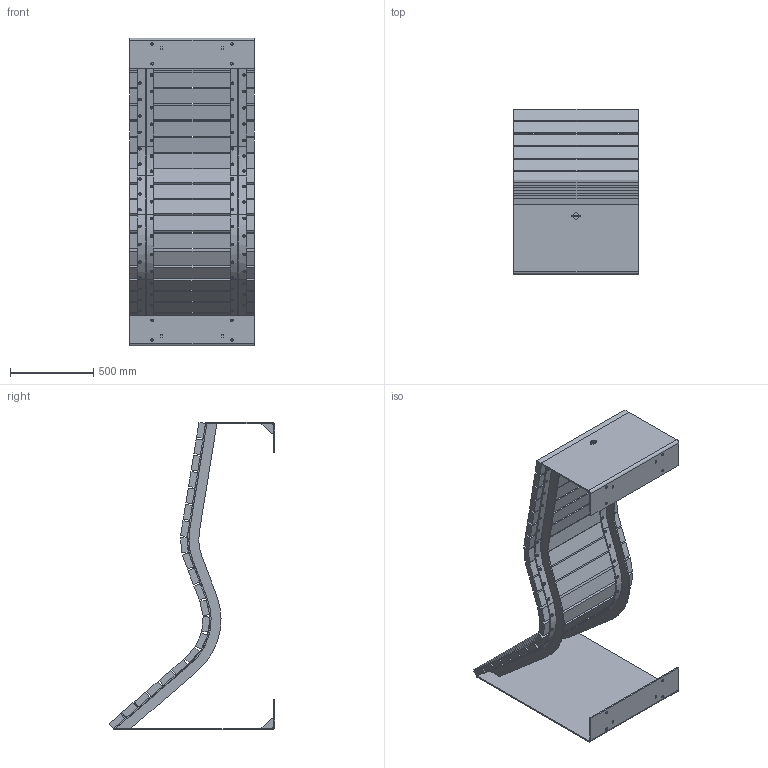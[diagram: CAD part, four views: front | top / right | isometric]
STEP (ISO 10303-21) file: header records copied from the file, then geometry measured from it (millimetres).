
FILE_DESCRIPTION (( 'STEP AP203' ), '1' );
FILE_NAME ('BOLC_750.STEP', '2021-03-04T09:12:01', ( '' ), ( '' ), 'SwSTEP 2.0', 'SolidWorks 2020', '' );
FILE_SCHEMA (( 'CONFIG_CONTROL_DESIGN' ));
Length unit declared in the file: millimetre
Products named in the file (11): BOLC_Woodstrip 2; BOLC_Wood mounting plate; BOLC_Base 750; BOLC_Base plate reinf; BOLC_750; BOLC_Wood 750; BOLC_Frontplate; FURNS Brandtag sticker; BOLC_Wood mounting plate 2; BOLC_Woodstrip; BOLC_Backplate
Assembly tree (37 placements, depth 3):
  BOLC_750
    BOLC_Base 750
      BOLC_Frontplate
      BOLC_Backplate
      BOLC_Woodstrip  x2
      BOLC_Woodstrip 2  x2
      BOLC_Wood mounting plate  x2
      BOLC_Wood mounting plate 2  x2
      BOLC_Base plate reinf  x4
    BOLC_Wood 750  x21
    FURNS Brandtag sticker
Bounding box: 750 x 999.02 x 1852.89 mm (x, y, z)
Volume: 72519609.8 mm3; surface area: 8434119.3 mm2
Topology: 36 solids, 36 shells, 1011 faces, 2549 edges, 1630 vertices
Faces by surface type: plane 548, bspline 182, cylinder 169, cone 112
Entity records: 29806 total; most frequent: CARTESIAN_POINT 12579, ORIENTED_EDGE 3370, DIRECTION 2739, EDGE_CURVE 1685, LINE 1135, VECTOR 1135, VERTEX_POINT 1086, AXIS2_PLACEMENT_3D 802
